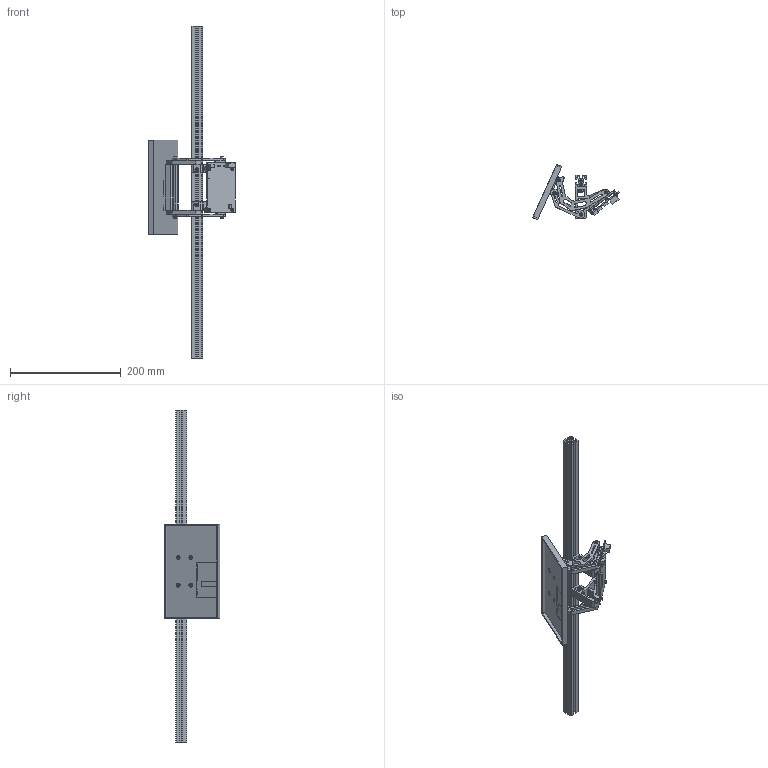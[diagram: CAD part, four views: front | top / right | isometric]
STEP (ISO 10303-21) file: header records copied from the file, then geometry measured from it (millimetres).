
FILE_DESCRIPTION (( 'STEP AP203' ), '1' );
FILE_NAME ('Assembly.STEP', '2022-03-24T09:58:07', ( '' ), ( '' ), 'SwSTEP 2.0', 'SolidWorks 2021', '' );
FILE_SCHEMA (( 'CONFIG_CONTROL_DESIGN' ));
Length unit declared in the file: millimetre
Products named in the file (14): ScreenHolder; LongArm; RootArm-A; Assembly; ScreenShell; ScreenControlerPCB; ShortArm-A; PCBHolder; socket head cap screw_am_B18.3.1M - 3 x 0.5 x 8 Hex SHCS -- 8NHX; socket head cap screw_am_B18.3.1M - 5 x 0.8 x 8 Hex SHCS -- 8NHX; socket countersunk head screw_am_B18.3.5M - 3 x 0.5 x 12 Socket FCHS  -- 12N; ShortArm-B; 2020AluminumProfile; RootArm-B
Assembly tree (34 placements, depth 2):
  Assembly
    ScreenHolder
    ShortArm-A
    RootArm-A
    RootArm-B
    LongArm  x2
    ScreenShell
    ShortArm-B
    2020AluminumProfile
    socket head cap screw_am_B18.3.1M - 3 x 0.5 x 8 Hex SHCS -- 8NHX  x17
    socket countersunk head screw_am_B18.3.5M - 3 x 0.5 x 12 Socket FCHS  -- 12N  x4
    socket head cap screw_am_B18.3.1M - 5 x 0.8 x 8 Hex SHCS -- 8NHX  x2
    ScreenControlerPCB
    PCBHolder
Bounding box: 156.58 x 100.41 x 600 mm (x, y, z)
Volume: 285713.6 mm3; surface area: 219640.8 mm2
Topology: 34 solids, 34 shells, 1276 faces, 3200 edges, 1989 vertices
Faces by surface type: plane 675, cylinder 407, cone 146, torus 48
Entity records: 24076 total; most frequent: CARTESIAN_POINT 4061, DIRECTION 3854, ORIENTED_EDGE 3708, EDGE_CURVE 1854, AXIS2_PLACEMENT_3D 1332, VERTEX_POINT 1211, LINE 1190, VECTOR 1190
